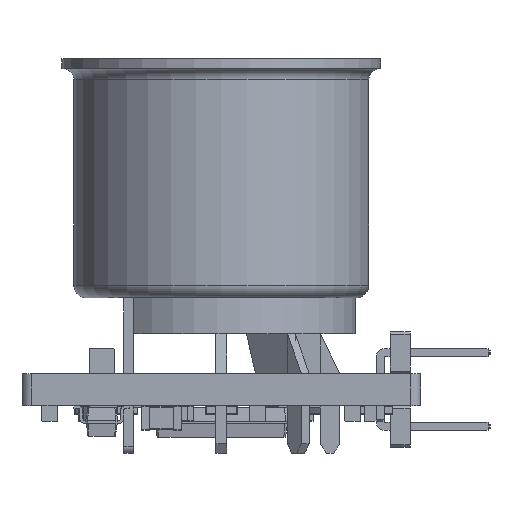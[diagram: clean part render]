
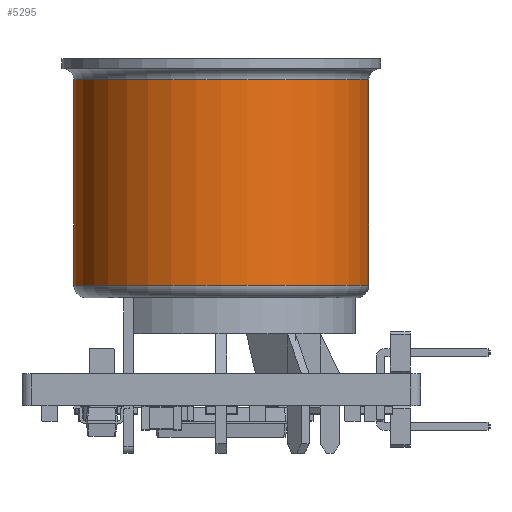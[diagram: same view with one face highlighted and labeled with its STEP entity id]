
A CAD part, left-side view. The second image highlights one B-rep face of the part: STEP entity #5295.
In plain terms, the highlighted cylindrical face has radius 7.4 mm (diameter 14.8 mm), a full revolution.
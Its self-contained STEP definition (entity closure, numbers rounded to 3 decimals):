
#4884 = VERTEX_POINT('',#4885);
#4885 = CARTESIAN_POINT('',(7.4,0.,4.44));
#4894 = EDGE_CURVE('',#4884,#4884,#4895,.T.);
#4895 = CIRCLE('',#4896,7.4);
#4896 = AXIS2_PLACEMENT_3D('',#4897,#4898,#4899);
#4897 = CARTESIAN_POINT('',(0.,0.,4.44));
#4898 = DIRECTION('',(-0.,0.,1.));
#4899 = DIRECTION('',(1.,0.,0.));
#5295 = ADVANCED_FACE('',(#5296),#5315,.T.);
#5296 = FACE_BOUND('',#5297,.T.);
#5297 = EDGE_LOOP('',(#5298,#5306,#5313,#5314));
#5298 = ORIENTED_EDGE('',*,*,#5299,.T.);
#5299 = EDGE_CURVE('',#4884,#5300,#5302,.T.);
#5300 = VERTEX_POINT('',#5301);
#5301 = CARTESIAN_POINT('',(7.4,0.,14.741));
#5302 = LINE('',#5303,#5304);
#5303 = CARTESIAN_POINT('',(7.4,0.,3.8));
#5304 = VECTOR('',#5305,1.);
#5305 = DIRECTION('',(0.,0.,1.));
#5306 = ORIENTED_EDGE('',*,*,#5307,.F.);
#5307 = EDGE_CURVE('',#5300,#5300,#5308,.T.);
#5308 = CIRCLE('',#5309,7.4);
#5309 = AXIS2_PLACEMENT_3D('',#5310,#5311,#5312);
#5310 = CARTESIAN_POINT('',(0.,0.,14.741));
#5311 = DIRECTION('',(0.,0.,1.));
#5312 = DIRECTION('',(1.,0.,-0.));
#5313 = ORIENTED_EDGE('',*,*,#5299,.F.);
#5314 = ORIENTED_EDGE('',*,*,#4894,.T.);
#5315 = CYLINDRICAL_SURFACE('',#5316,7.4);
#5316 = AXIS2_PLACEMENT_3D('',#5317,#5318,#5319);
#5317 = CARTESIAN_POINT('',(0.,0.,3.8));
#5318 = DIRECTION('',(0.,0.,1.));
#5319 = DIRECTION('',(1.,0.,0.));
